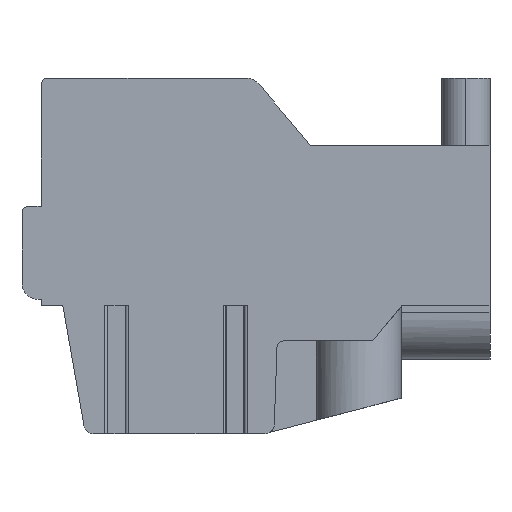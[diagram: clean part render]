
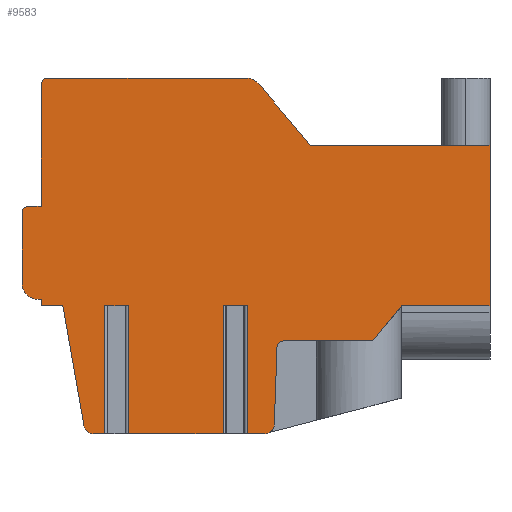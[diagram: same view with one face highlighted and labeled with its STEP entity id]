
A CAD part, front view. The second image highlights one B-rep face of the part: STEP entity #9583.
In plain terms, the highlighted planar face has unit normal (0, -1, 0).
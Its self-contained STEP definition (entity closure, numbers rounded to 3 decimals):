
#1=DIRECTION('',(1.,0.,0.));
#2=VECTOR('',#1,0.746);
#3=CARTESIAN_POINT('',(-12.023,0.,-7.186));
#4=LINE('',#3,#2);
#5=DIRECTION('',(0.,0.,-1.));
#6=VECTOR('',#5,4.);
#7=CARTESIAN_POINT('',(-12.023,0.,-7.186));
#8=LINE('',#7,#6);
#9=DIRECTION('',(-1.,0.,0.));
#10=VECTOR('',#9,0.348);
#11=CARTESIAN_POINT('',(-12.023,0.,-11.186));
#12=LINE('',#11,#10);
#13=CARTESIAN_POINT('',(-12.371,0.,-10.886));
#14=DIRECTION('',(0.,1.,0.));
#15=DIRECTION('',(0.,0.,-1.));
#16=AXIS2_PLACEMENT_3D('',#13,#14,#15);
#18=DIRECTION('',(-0.174,0.,0.985));
#19=VECTOR('',#18,3.81);
#20=CARTESIAN_POINT('',(-12.667,0.,-10.938));
#21=LINE('',#20,#19);
#22=DIRECTION('',(-1.,0.,0.));
#23=VECTOR('',#22,0.672);
#24=CARTESIAN_POINT('',(-13.328,0.,-7.186));
#25=LINE('',#24,#23);
#26=DIRECTION('',(0.,0.,1.));
#27=VECTOR('',#26,0.2);
#28=CARTESIAN_POINT('',(-14.,0.,-7.186));
#29=LINE('',#28,#27);
#30=DIRECTION('',(-1.,0.,0.));
#31=VECTOR('',#30,0.1);
#32=CARTESIAN_POINT('',(-14.,0.,-6.986));
#33=LINE('',#32,#31);
#34=CARTESIAN_POINT('',(-14.1,0.,-6.486));
#35=DIRECTION('',(0.,1.,0.));
#36=DIRECTION('',(0.,0.,-1.));
#37=AXIS2_PLACEMENT_3D('',#34,#35,#36);
#39=DIRECTION('',(0.,0.,1.));
#40=VECTOR('',#39,2.2);
#41=CARTESIAN_POINT('',(-14.6,0.,-6.486));
#42=LINE('',#41,#40);
#43=CARTESIAN_POINT('',(-14.4,0.,-4.286));
#44=DIRECTION('',(0.,1.,0.));
#45=DIRECTION('',(-1.,0.,0.));
#46=AXIS2_PLACEMENT_3D('',#43,#44,#45);
#48=DIRECTION('',(1.,0.,0.));
#49=VECTOR('',#48,0.4);
#50=CARTESIAN_POINT('',(-14.4,0.,-4.086));
#51=LINE('',#50,#49);
#52=DIRECTION('',(0.,0.,1.));
#53=VECTOR('',#52,3.8);
#54=CARTESIAN_POINT('',(-14.,0.,-4.086));
#55=LINE('',#54,#53);
#56=CARTESIAN_POINT('',(-13.8,0.,-0.286));
#57=DIRECTION('',(0.,1.,0.));
#58=DIRECTION('',(-1.,0.,0.));
#59=AXIS2_PLACEMENT_3D('',#56,#57,#58);
#61=DIRECTION('',(1.,0.,0.));
#62=VECTOR('',#61,6.205);
#63=CARTESIAN_POINT('',(-13.8,0.,-0.086));
#64=LINE('',#63,#62);
#65=CARTESIAN_POINT('',(-7.595,0.,-0.586));
#66=DIRECTION('',(0.,1.,0.));
#67=DIRECTION('',(0.,0.,1.));
#68=AXIS2_PLACEMENT_3D('',#65,#66,#67);
#70=DIRECTION('',(0.643,0.,-0.766));
#71=VECTOR('',#70,2.508);
#72=CARTESIAN_POINT('',(-7.212,0.,-0.264));
#73=LINE('',#72,#71);
#74=DIRECTION('',(1.,0.,0.));
#75=VECTOR('',#74,5.6);
#76=CARTESIAN_POINT('',(-5.6,0.,-2.186));
#77=LINE('',#76,#75);
#78=DIRECTION('',(0.,0.,-1.));
#79=VECTOR('',#78,5.);
#80=CARTESIAN_POINT('',(0.,0.,-2.186));
#81=LINE('',#80,#79);
#82=DIRECTION('',(-1.,0.,0.));
#83=VECTOR('',#82,2.75);
#84=CARTESIAN_POINT('',(0.,0.,-7.186));
#85=LINE('',#84,#83);
#86=DIRECTION('',(-0.635,0.,-0.773));
#87=VECTOR('',#86,1.423);
#88=CARTESIAN_POINT('',(-2.75,0.,-7.186));
#89=LINE('',#88,#87);
#90=DIRECTION('',(-1.,0.,0.));
#91=VECTOR('',#90,2.792);
#92=CARTESIAN_POINT('',(-3.653,0.,-8.286));
#93=LINE('',#92,#91);
#94=CARTESIAN_POINT('',(-6.445,0.,-8.486));
#95=DIRECTION('',(0.,-1.,0.));
#96=DIRECTION('',(0.,0.,1.));
#97=AXIS2_PLACEMENT_3D('',#94,#95,#96);
#99=DIRECTION('',(-0.035,0.,-0.999));
#100=VECTOR('',#99,2.419);
#101=CARTESIAN_POINT('',(-6.645,0.,-8.479));
#102=LINE('',#101,#100);
#103=CARTESIAN_POINT('',(-7.029,0.,-10.886));
#104=DIRECTION('',(0.,1.,0.));
#105=DIRECTION('',(0.999,0.,-0.035));
#106=AXIS2_PLACEMENT_3D('',#103,#104,#105);
#108=DIRECTION('',(-1.,0.,0.));
#109=VECTOR('',#108,0.547);
#110=CARTESIAN_POINT('',(-7.029,0.,-11.186));
#111=LINE('',#110,#109);
#112=DIRECTION('',(0.,0.,-1.));
#113=VECTOR('',#112,4.);
#114=CARTESIAN_POINT('',(-7.577,0.,-7.186));
#115=LINE('',#114,#113);
#116=DIRECTION('',(1.,0.,0.));
#117=VECTOR('',#116,0.746);
#118=CARTESIAN_POINT('',(-8.323,0.,-7.186));
#119=LINE('',#118,#117);
#120=DIRECTION('',(0.,0.,-1.));
#121=VECTOR('',#120,4.);
#122=CARTESIAN_POINT('',(-8.323,0.,-7.186));
#123=LINE('',#122,#121);
#124=DIRECTION('',(-1.,0.,0.));
#125=VECTOR('',#124,2.954);
#126=CARTESIAN_POINT('',(-8.323,0.,-11.186));
#127=LINE('',#126,#125);
#128=DIRECTION('',(0.,0.,-1.));
#129=VECTOR('',#128,4.);
#130=CARTESIAN_POINT('',(-11.277,0.,-7.186));
#131=LINE('',#130,#129);
#7427=CARTESIAN_POINT('',(-14.6,0.,-6.486));
#7428=CARTESIAN_POINT('',(-14.6,0.,-4.286));
#7429=VERTEX_POINT('',#7427);
#7430=VERTEX_POINT('',#7428);
#7431=CARTESIAN_POINT('',(-14.4,0.,-4.086));
#7432=VERTEX_POINT('',#7431);
#7433=CARTESIAN_POINT('',(-14.,0.,-4.086));
#7434=VERTEX_POINT('',#7433);
#7435=CARTESIAN_POINT('',(-14.,0.,-0.286));
#7436=VERTEX_POINT('',#7435);
#7437=CARTESIAN_POINT('',(-13.8,0.,-0.086));
#7438=VERTEX_POINT('',#7437);
#7439=CARTESIAN_POINT('',(-7.595,0.,-0.086));
#7440=VERTEX_POINT('',#7439);
#7441=CARTESIAN_POINT('',(-7.212,0.,-0.264));
#7442=VERTEX_POINT('',#7441);
#7443=CARTESIAN_POINT('',(-5.6,0.,-2.186));
#7444=VERTEX_POINT('',#7443);
#7445=CARTESIAN_POINT('',(0.,0.,-2.186));
#7446=VERTEX_POINT('',#7445);
#7447=CARTESIAN_POINT('',(0.,0.,-7.186));
#7448=VERTEX_POINT('',#7447);
#7449=CARTESIAN_POINT('',(-2.75,0.,-7.186));
#7450=VERTEX_POINT('',#7449);
#7451=CARTESIAN_POINT('',(-3.653,0.,-8.286));
#7452=VERTEX_POINT('',#7451);
#7453=CARTESIAN_POINT('',(-6.445,0.,-8.286));
#7454=VERTEX_POINT('',#7453);
#7455=CARTESIAN_POINT('',(-6.645,0.,-8.479));
#7456=VERTEX_POINT('',#7455);
#7457=CARTESIAN_POINT('',(-6.73,0.,-10.896));
#7458=VERTEX_POINT('',#7457);
#7459=CARTESIAN_POINT('',(-7.029,0.,-11.186));
#7460=VERTEX_POINT('',#7459);
#7461=CARTESIAN_POINT('',(-12.371,0.,-11.186));
#7462=CARTESIAN_POINT('',(-12.667,0.,-10.938));
#7463=VERTEX_POINT('',#7461);
#7464=VERTEX_POINT('',#7462);
#7465=CARTESIAN_POINT('',(-13.328,0.,-7.186));
#7466=VERTEX_POINT('',#7465);
#7467=CARTESIAN_POINT('',(-14.,0.,-7.186));
#7468=VERTEX_POINT('',#7467);
#7469=CARTESIAN_POINT('',(-14.,0.,-6.986));
#7470=VERTEX_POINT('',#7469);
#7471=CARTESIAN_POINT('',(-14.1,0.,-6.986));
#7472=VERTEX_POINT('',#7471);
#7923=CARTESIAN_POINT('',(-12.023,0.,-7.186));
#7924=CARTESIAN_POINT('',(-11.277,0.,-7.186));
#7925=VERTEX_POINT('',#7923);
#7926=VERTEX_POINT('',#7924);
#7927=CARTESIAN_POINT('',(-8.323,0.,-7.186));
#7928=CARTESIAN_POINT('',(-7.577,0.,-7.186));
#7929=VERTEX_POINT('',#7927);
#7930=VERTEX_POINT('',#7928);
#7931=CARTESIAN_POINT('',(-11.277,0.,-11.186));
#7932=VERTEX_POINT('',#7931);
#7933=CARTESIAN_POINT('',(-12.023,0.,-11.186));
#7934=VERTEX_POINT('',#7933);
#7935=CARTESIAN_POINT('',(-8.323,0.,-11.186));
#7936=VERTEX_POINT('',#7935);
#7937=CARTESIAN_POINT('',(-7.577,0.,-11.186));
#7938=VERTEX_POINT('',#7937);
#9514=CARTESIAN_POINT('',(0.,0.,0.));
#9515=DIRECTION('',(0.,1.,0.));
#9516=DIRECTION('',(1.,0.,0.));
#9517=AXIS2_PLACEMENT_3D('',#9514,#9515,#9516);
#9518=PLANE('',#9517);
#9520=ORIENTED_EDGE('',*,*,#9519,.F.);
#9522=ORIENTED_EDGE('',*,*,#9521,.T.);
#9524=ORIENTED_EDGE('',*,*,#9523,.T.);
#9526=ORIENTED_EDGE('',*,*,#9525,.T.);
#9528=ORIENTED_EDGE('',*,*,#9527,.T.);
#9530=ORIENTED_EDGE('',*,*,#9529,.T.);
#9532=ORIENTED_EDGE('',*,*,#9531,.T.);
#9534=ORIENTED_EDGE('',*,*,#9533,.T.);
#9536=ORIENTED_EDGE('',*,*,#9535,.T.);
#9538=ORIENTED_EDGE('',*,*,#9537,.T.);
#9540=ORIENTED_EDGE('',*,*,#9539,.T.);
#9542=ORIENTED_EDGE('',*,*,#9541,.T.);
#9544=ORIENTED_EDGE('',*,*,#9543,.T.);
#9546=ORIENTED_EDGE('',*,*,#9545,.T.);
#9548=ORIENTED_EDGE('',*,*,#9547,.T.);
#9550=ORIENTED_EDGE('',*,*,#9549,.T.);
#9552=ORIENTED_EDGE('',*,*,#9551,.T.);
#9554=ORIENTED_EDGE('',*,*,#9553,.T.);
#9556=ORIENTED_EDGE('',*,*,#9555,.T.);
#9558=ORIENTED_EDGE('',*,*,#9557,.T.);
#9560=ORIENTED_EDGE('',*,*,#9559,.T.);
#9562=ORIENTED_EDGE('',*,*,#9561,.T.);
#9564=ORIENTED_EDGE('',*,*,#9563,.T.);
#9566=ORIENTED_EDGE('',*,*,#9565,.T.);
#9568=ORIENTED_EDGE('',*,*,#9567,.T.);
#9570=ORIENTED_EDGE('',*,*,#9569,.T.);
#9572=ORIENTED_EDGE('',*,*,#9571,.F.);
#9574=ORIENTED_EDGE('',*,*,#9573,.F.);
#9576=ORIENTED_EDGE('',*,*,#9575,.T.);
#9578=ORIENTED_EDGE('',*,*,#9577,.T.);
#9580=ORIENTED_EDGE('',*,*,#9579,.F.);
#9581=EDGE_LOOP('',(#9520,#9522,#9524,#9526,#9528,#9530,#9532,#9534,#9536,#9538,
#9540,#9542,#9544,#9546,#9548,#9550,#9552,#9554,#9556,#9558,#9560,#9562,#9564,
#9566,#9568,#9570,#9572,#9574,#9576,#9578,#9580));
#9582=FACE_OUTER_BOUND('',#9581,.F.);
#9583=ADVANCED_FACE('',(#9582),#9518,.F.);
#17=CIRCLE('',#16,0.3);
#38=CIRCLE('',#37,0.5);
#47=CIRCLE('',#46,0.2);
#60=CIRCLE('',#59,0.2);
#69=CIRCLE('',#68,0.5);
#98=CIRCLE('',#97,0.2);
#107=CIRCLE('',#106,0.3);
#9519=EDGE_CURVE('',#7925,#7926,#4,.T.);
#9521=EDGE_CURVE('',#7925,#7934,#8,.T.);
#9523=EDGE_CURVE('',#7934,#7463,#12,.T.);
#9525=EDGE_CURVE('',#7463,#7464,#17,.T.);
#9527=EDGE_CURVE('',#7464,#7466,#21,.T.);
#9529=EDGE_CURVE('',#7466,#7468,#25,.T.);
#9531=EDGE_CURVE('',#7468,#7470,#29,.T.);
#9533=EDGE_CURVE('',#7470,#7472,#33,.T.);
#9535=EDGE_CURVE('',#7472,#7429,#38,.T.);
#9537=EDGE_CURVE('',#7429,#7430,#42,.T.);
#9539=EDGE_CURVE('',#7430,#7432,#47,.T.);
#9541=EDGE_CURVE('',#7432,#7434,#51,.T.);
#9543=EDGE_CURVE('',#7434,#7436,#55,.T.);
#9545=EDGE_CURVE('',#7436,#7438,#60,.T.);
#9547=EDGE_CURVE('',#7438,#7440,#64,.T.);
#9549=EDGE_CURVE('',#7440,#7442,#69,.T.);
#9551=EDGE_CURVE('',#7442,#7444,#73,.T.);
#9553=EDGE_CURVE('',#7444,#7446,#77,.T.);
#9555=EDGE_CURVE('',#7446,#7448,#81,.T.);
#9557=EDGE_CURVE('',#7448,#7450,#85,.T.);
#9559=EDGE_CURVE('',#7450,#7452,#89,.T.);
#9561=EDGE_CURVE('',#7452,#7454,#93,.T.);
#9563=EDGE_CURVE('',#7454,#7456,#98,.T.);
#9565=EDGE_CURVE('',#7456,#7458,#102,.T.);
#9567=EDGE_CURVE('',#7458,#7460,#107,.T.);
#9569=EDGE_CURVE('',#7460,#7938,#111,.T.);
#9571=EDGE_CURVE('',#7930,#7938,#115,.T.);
#9573=EDGE_CURVE('',#7929,#7930,#119,.T.);
#9575=EDGE_CURVE('',#7929,#7936,#123,.T.);
#9577=EDGE_CURVE('',#7936,#7932,#127,.T.);
#9579=EDGE_CURVE('',#7926,#7932,#131,.T.);
